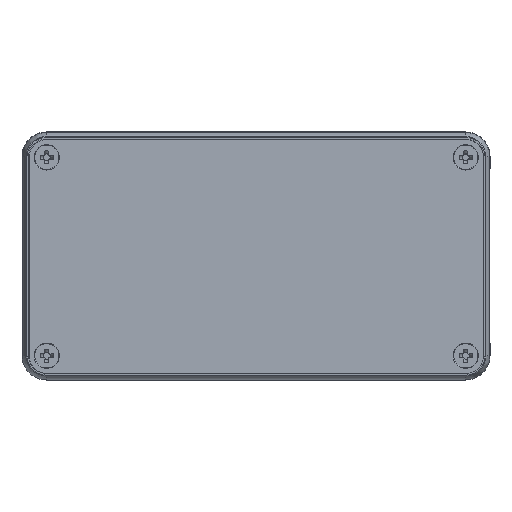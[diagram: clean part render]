
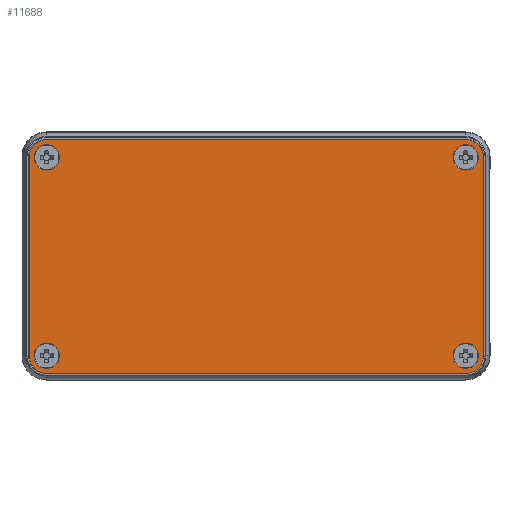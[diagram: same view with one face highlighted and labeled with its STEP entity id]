
A CAD part, front view. The second image highlights one B-rep face of the part: STEP entity #11688.
In plain terms, the highlighted face is planar.
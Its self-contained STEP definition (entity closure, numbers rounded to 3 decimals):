
#11190=CARTESIAN_POINT('',(-44.635,-22.5,0.75));
#11191=VERTEX_POINT('',#11190);
#11192=CARTESIAN_POINT('',(-47.51,-22.5,0.75));
#11193=DIRECTION('',(0.0,0.0,-1.0));
#11194=DIRECTION('',(1.0,0.0,0.0));
#11195=AXIS2_PLACEMENT_3D('',#11192,#11193,#11194);
#11196=CIRCLE('',#11195,2.875);
#11197=EDGE_CURVE('',#11191,#11191,#11196,.T.);
#11238=CARTESIAN_POINT('',(-44.635,22.5,0.75));
#11239=VERTEX_POINT('',#11238);
#11240=CARTESIAN_POINT('',(-47.51,22.5,0.75));
#11241=DIRECTION('',(0.0,0.0,-1.0));
#11242=DIRECTION('',(1.0,0.0,0.0));
#11243=AXIS2_PLACEMENT_3D('',#11240,#11241,#11242);
#11244=CIRCLE('',#11243,2.875);
#11245=EDGE_CURVE('',#11239,#11239,#11244,.T.);
#11286=CARTESIAN_POINT('',(50.385,22.5,0.75));
#11287=VERTEX_POINT('',#11286);
#11288=CARTESIAN_POINT('',(47.51,22.5,0.75));
#11289=DIRECTION('',(0.0,0.0,-1.0));
#11290=DIRECTION('',(1.0,0.0,0.0));
#11291=AXIS2_PLACEMENT_3D('',#11288,#11289,#11290);
#11292=CIRCLE('',#11291,2.875);
#11293=EDGE_CURVE('',#11287,#11287,#11292,.T.);
#11334=CARTESIAN_POINT('',(50.385,-22.5,0.75));
#11335=VERTEX_POINT('',#11334);
#11336=CARTESIAN_POINT('',(47.51,-22.5,0.75));
#11337=DIRECTION('',(0.0,0.0,-1.0));
#11338=DIRECTION('',(1.0,0.0,0.0));
#11339=AXIS2_PLACEMENT_3D('',#11336,#11337,#11338);
#11340=CIRCLE('',#11339,2.875);
#11341=EDGE_CURVE('',#11335,#11335,#11340,.T.);
#11470=CARTESIAN_POINT('',(-47.51,26.5,0.75));
#11471=VERTEX_POINT('',#11470);
#11472=CARTESIAN_POINT('',(47.51,26.5,0.75));
#11473=VERTEX_POINT('',#11472);
#11474=CARTESIAN_POINT('',(-47.51,26.5,0.75));
#11475=DIRECTION('',(1.0,0.0,0.0));
#11476=VECTOR('',#11475,95.02);
#11477=LINE('',#11474,#11476);
#11478=EDGE_CURVE('',#11471,#11473,#11477,.T.);
#11501=CARTESIAN_POINT('',(51.5,22.51,0.75));
#11502=VERTEX_POINT('',#11501);
#11503=CARTESIAN_POINT('',(47.51,22.51,0.75));
#11504=DIRECTION('',(0.0,0.0,-1.0));
#11505=DIRECTION('',(-1.0,0.0,0.0));
#11506=AXIS2_PLACEMENT_3D('',#11503,#11504,#11505);
#11507=CIRCLE('',#11506,3.99);
#11508=EDGE_CURVE('',#11473,#11502,#11507,.T.);
#11526=CARTESIAN_POINT('',(51.5,-22.51,0.75));
#11527=VERTEX_POINT('',#11526);
#11528=CARTESIAN_POINT('',(51.5,22.51,0.75));
#11529=DIRECTION('',(0.0,-1.0,0.0));
#11530=VECTOR('',#11529,45.02);
#11531=LINE('',#11528,#11530);
#11532=EDGE_CURVE('',#11502,#11527,#11531,.T.);
#11550=CARTESIAN_POINT('',(47.51,-26.5,0.75));
#11551=VERTEX_POINT('',#11550);
#11552=CARTESIAN_POINT('',(47.51,-22.51,0.75));
#11553=DIRECTION('',(0.0,0.0,-1.0));
#11554=DIRECTION('',(0.0,1.0,0.0));
#11555=AXIS2_PLACEMENT_3D('',#11552,#11553,#11554);
#11556=CIRCLE('',#11555,3.99);
#11557=EDGE_CURVE('',#11527,#11551,#11556,.T.);
#11575=CARTESIAN_POINT('',(-47.51,-26.5,0.75));
#11576=VERTEX_POINT('',#11575);
#11577=CARTESIAN_POINT('',(47.51,-26.5,0.75));
#11578=DIRECTION('',(-1.0,0.0,0.0));
#11579=VECTOR('',#11578,95.02);
#11580=LINE('',#11577,#11579);
#11581=EDGE_CURVE('',#11551,#11576,#11580,.T.);
#11599=CARTESIAN_POINT('',(-51.5,-22.51,0.75));
#11600=VERTEX_POINT('',#11599);
#11601=CARTESIAN_POINT('',(-47.51,-22.51,0.75));
#11602=DIRECTION('',(0.0,0.0,-1.0));
#11603=DIRECTION('',(1.0,0.0,0.0));
#11604=AXIS2_PLACEMENT_3D('',#11601,#11602,#11603);
#11605=CIRCLE('',#11604,3.99);
#11606=EDGE_CURVE('',#11576,#11600,#11605,.T.);
#11624=CARTESIAN_POINT('',(-51.5,22.51,0.75));
#11625=VERTEX_POINT('',#11624);
#11626=CARTESIAN_POINT('',(-51.5,-22.51,0.75));
#11627=DIRECTION('',(0.0,1.0,0.0));
#11628=VECTOR('',#11627,45.02);
#11629=LINE('',#11626,#11628);
#11630=EDGE_CURVE('',#11600,#11625,#11629,.T.);
#11648=CARTESIAN_POINT('',(-47.51,22.51,0.75));
#11649=DIRECTION('',(0.0,0.0,-1.0));
#11650=DIRECTION('',(0.0,-1.0,0.0));
#11651=AXIS2_PLACEMENT_3D('',#11648,#11649,#11650);
#11652=CIRCLE('',#11651,3.99);
#11653=EDGE_CURVE('',#11625,#11471,#11652,.T.);
#11661=CARTESIAN_POINT('',(0.,0.,0.75));
#11662=DIRECTION('',(0.0,0.0,1.0));
#11663=DIRECTION('',(1.0,0.0,0.0));
#11664=AXIS2_PLACEMENT_3D('',#11661,#11662,#11663);
#11665=PLANE('',#11664);
#11666=ORIENTED_EDGE('',*,*,#11478,.F.);
#11667=ORIENTED_EDGE('',*,*,#11653,.F.);
#11668=ORIENTED_EDGE('',*,*,#11630,.F.);
#11669=ORIENTED_EDGE('',*,*,#11606,.F.);
#11670=ORIENTED_EDGE('',*,*,#11581,.F.);
#11671=ORIENTED_EDGE('',*,*,#11557,.F.);
#11672=ORIENTED_EDGE('',*,*,#11532,.F.);
#11673=ORIENTED_EDGE('',*,*,#11508,.F.);
#11674=EDGE_LOOP('',(#11666,#11667,#11668,#11669,#11670,#11671,#11672,#11673));
#11675=FACE_OUTER_BOUND('',#11674,.T.);
#11676=ORIENTED_EDGE('',*,*,#11197,.T.);
#11677=EDGE_LOOP('',(#11676));
#11678=FACE_BOUND('',#11677,.T.);
#11679=ORIENTED_EDGE('',*,*,#11245,.T.);
#11680=EDGE_LOOP('',(#11679));
#11681=FACE_BOUND('',#11680,.T.);
#11682=ORIENTED_EDGE('',*,*,#11293,.T.);
#11683=EDGE_LOOP('',(#11682));
#11684=FACE_BOUND('',#11683,.T.);
#11685=ORIENTED_EDGE('',*,*,#11341,.T.);
#11686=EDGE_LOOP('',(#11685));
#11687=FACE_BOUND('',#11686,.T.);
#11688=ADVANCED_FACE('',(#11675,#11678,#11681,#11684,#11687),#11665,.T.);
